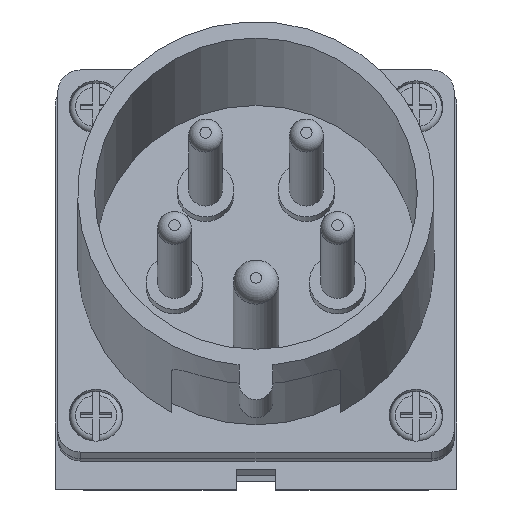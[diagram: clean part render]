
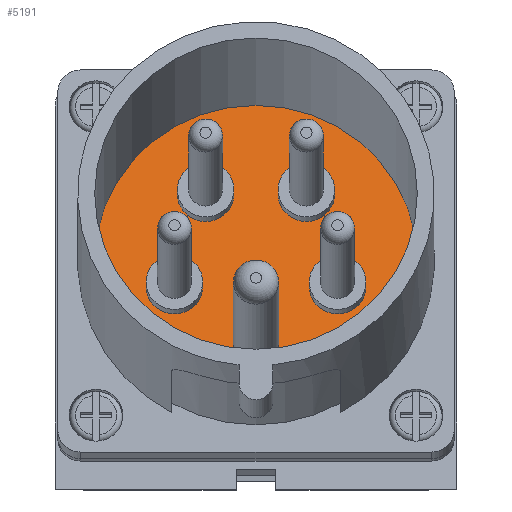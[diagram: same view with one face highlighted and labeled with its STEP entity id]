
A CAD part, top view. The second image highlights one B-rep face of the part: STEP entity #5191.
In plain terms, the highlighted face is planar.
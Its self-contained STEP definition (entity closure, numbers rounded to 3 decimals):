
#4 = EDGE_LOOP ( 'NONE', ( #4686 ) ) ;
#34 = CARTESIAN_POINT ( 'NONE',  ( -4.682, 5., 9.409 ) ) ;
#70 = EDGE_CURVE ( 'NONE', #2150, #2150, #7508, .T. ) ;
#85 = DIRECTION ( 'NONE',  ( 0., 0., -1. ) ) ;
#304 = EDGE_CURVE ( 'NONE', #7620, #7620, #4042, .T. ) ;
#391 = CARTESIAN_POINT ( 'NONE',  ( 12.257, 5., -8.905 ) ) ;
#467 = VERTEX_POINT ( 'NONE', #6432 ) ;
#521 = CIRCLE ( 'NONE', #3040, 5. ) ;
#641 = DIRECTION ( 'NONE',  ( 0., 1., 0. ) ) ;
#642 = PLANE ( 'NONE',  #1813 ) ;
#726 = DIRECTION ( 'NONE',  ( 0., 1., 0. ) ) ;
#1085 = DIRECTION ( 'NONE',  ( 0., 0., -1. ) ) ;
#1163 = CARTESIAN_POINT ( 'NONE',  ( -4.682, 5., -19.409 ) ) ;
#1284 = FACE_BOUND ( 'NONE', #6608, .T. ) ;
#1333 = CARTESIAN_POINT ( 'NONE',  ( 12.257, 5., 8.905 ) ) ;
#1334 = FACE_BOUND ( 'NONE', #5766, .T. ) ;
#1650 = ORIENTED_EDGE ( 'NONE', *, *, #304, .F. ) ;
#1812 = DIRECTION ( 'NONE',  ( 0., 1., 0. ) ) ;
#1813 = AXIS2_PLACEMENT_3D ( 'NONE', #6662, #3851, #3948 ) ;
#2060 = FACE_OUTER_BOUND ( 'NONE', #4, .T. ) ;
#2118 = CIRCLE ( 'NONE', #5581, 5. ) ;
#2150 = VERTEX_POINT ( 'NONE', #9006 ) ;
#2503 = DIRECTION ( 'NONE',  ( 0., 1., 0. ) ) ;
#3040 = AXIS2_PLACEMENT_3D ( 'NONE', #391, #2503, #7199 ) ;
#3209 = CIRCLE ( 'NONE', #7005, 28.5 ) ;
#3380 = DIRECTION ( 'NONE',  ( 0., 0., -1. ) ) ;
#3413 = AXIS2_PLACEMENT_3D ( 'NONE', #4177, #7904, #3380 ) ;
#3506 = FACE_BOUND ( 'NONE', #9074, .T. ) ;
#3562 = AXIS2_PLACEMENT_3D ( 'NONE', #9373, #1812, #1085 ) ;
#3763 = EDGE_CURVE ( 'NONE', #9353, #9353, #2118, .T. ) ;
#3833 = CARTESIAN_POINT ( 'NONE',  ( -4.682, 5., -14.409 ) ) ;
#3851 = DIRECTION ( 'NONE',  ( 0., -1., 0. ) ) ;
#3939 = ORIENTED_EDGE ( 'NONE', *, *, #3763, .F. ) ;
#3948 = DIRECTION ( 'NONE',  ( 0., 0., -1. ) ) ;
#4042 = CIRCLE ( 'NONE', #3413, 5. ) ;
#4172 = CIRCLE ( 'NONE', #4503, 5. ) ;
#4177 = CARTESIAN_POINT ( 'NONE',  ( -4.682, 5., 14.409 ) ) ;
#4179 = EDGE_CURVE ( 'NONE', #8754, #8754, #3209, .T. ) ;
#4272 = VERTEX_POINT ( 'NONE', #1163 ) ;
#4297 = DIRECTION ( 'NONE',  ( 0., 0., -1. ) ) ;
#4394 = FACE_BOUND ( 'NONE', #9610, .T. ) ;
#4396 = EDGE_LOOP ( 'NONE', ( #5320 ) ) ;
#4494 = ORIENTED_EDGE ( 'NONE', *, *, #6327, .F. ) ;
#4503 = AXIS2_PLACEMENT_3D ( 'NONE', #3833, #726, #85 ) ;
#4686 = ORIENTED_EDGE ( 'NONE', *, *, #4179, .T. ) ;
#5028 = FACE_BOUND ( 'NONE', #4396, .T. ) ;
#5046 = CARTESIAN_POINT ( 'NONE',  ( 28.5, 5., 0. ) ) ;
#5191 = ADVANCED_FACE ( 'NONE', ( #5028, #3506, #4394, #1334, #1284, #2060 ), #642, .F. ) ;
#5320 = ORIENTED_EDGE ( 'NONE', *, *, #70, .F. ) ;
#5487 = ORIENTED_EDGE ( 'NONE', *, *, #5621, .F. ) ;
#5581 = AXIS2_PLACEMENT_3D ( 'NONE', #1333, #641, #4297 ) ;
#5597 = CARTESIAN_POINT ( 'NONE',  ( 12.257, 5., 3.905 ) ) ;
#5621 = EDGE_CURVE ( 'NONE', #4272, #4272, #4172, .T. ) ;
#5766 = EDGE_LOOP ( 'NONE', ( #4494 ) ) ;
#6327 = EDGE_CURVE ( 'NONE', #467, #467, #521, .T. ) ;
#6432 = CARTESIAN_POINT ( 'NONE',  ( 12.257, 5., -13.905 ) ) ;
#6608 = EDGE_LOOP ( 'NONE', ( #5487 ) ) ;
#6637 = DIRECTION ( 'NONE',  ( 0., 1., 0. ) ) ;
#6662 = CARTESIAN_POINT ( 'NONE',  ( 0., 5., 0. ) ) ;
#7005 = AXIS2_PLACEMENT_3D ( 'NONE', #8960, #6637, #9648 ) ;
#7199 = DIRECTION ( 'NONE',  ( 0., 0., -1. ) ) ;
#7508 = CIRCLE ( 'NONE', #3562, 4. ) ;
#7620 = VERTEX_POINT ( 'NONE', #34 ) ;
#7904 = DIRECTION ( 'NONE',  ( 0., 1., 0. ) ) ;
#8754 = VERTEX_POINT ( 'NONE', #5046 ) ;
#8960 = CARTESIAN_POINT ( 'NONE',  ( 0., 5., 0. ) ) ;
#9006 = CARTESIAN_POINT ( 'NONE',  ( -15.15, 5., -4. ) ) ;
#9074 = EDGE_LOOP ( 'NONE', ( #1650 ) ) ;
#9353 = VERTEX_POINT ( 'NONE', #5597 ) ;
#9373 = CARTESIAN_POINT ( 'NONE',  ( -15.15, 5., 0. ) ) ;
#9610 = EDGE_LOOP ( 'NONE', ( #3939 ) ) ;
#9648 = DIRECTION ( 'NONE',  ( 1., 0., 0. ) ) ;
